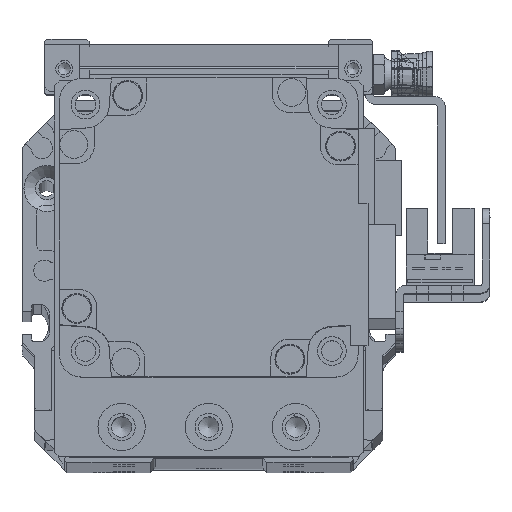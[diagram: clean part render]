
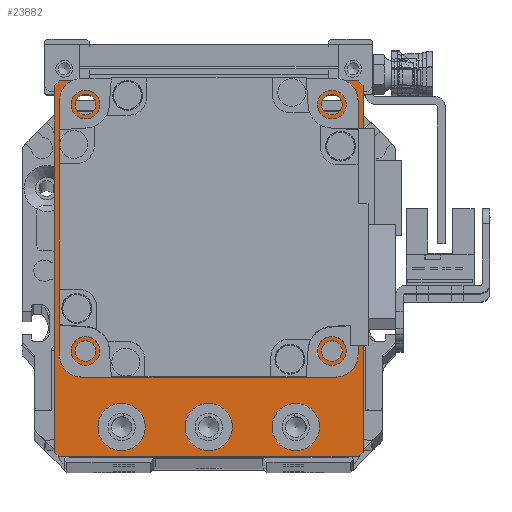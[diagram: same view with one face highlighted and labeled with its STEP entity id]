
A CAD part, top view. The second image highlights one B-rep face of the part: STEP entity #23882.
In plain terms, the highlighted planar face has unit normal (0, 0, 1).
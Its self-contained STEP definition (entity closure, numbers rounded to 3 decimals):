
#889=FACE_BOUND('',#4397,.T.);
#890=FACE_BOUND('',#4398,.T.);
#891=FACE_BOUND('',#4399,.T.);
#892=FACE_BOUND('',#4400,.T.);
#893=FACE_BOUND('',#4401,.T.);
#894=FACE_BOUND('',#4402,.T.);
#895=FACE_BOUND('',#4403,.T.);
#896=FACE_BOUND('',#4404,.T.);
#1452=PLANE('',#26712);
#2804=FACE_OUTER_BOUND('',#4396,.T.);
#4396=EDGE_LOOP('',(#21066,#21067,#21068,#21069,#21070,#21071,#21072,#21073));
#4397=EDGE_LOOP('',(#21074));
#4398=EDGE_LOOP('',(#21075));
#4399=EDGE_LOOP('',(#21076));
#4400=EDGE_LOOP('',(#21077));
#4401=EDGE_LOOP('',(#21078));
#4402=EDGE_LOOP('',(#21079));
#4403=EDGE_LOOP('',(#21080));
#4404=EDGE_LOOP('',(#21081));
#6354=LINE('',#41061,#8416);
#6356=LINE('',#41065,#8418);
#6359=LINE('',#41071,#8421);
#6360=LINE('',#41073,#8422);
#6361=LINE('',#41075,#8423);
#6362=LINE('',#41077,#8424);
#6363=LINE('',#41079,#8425);
#6364=LINE('',#41080,#8426);
#8416=VECTOR('',#32849,10.);
#8418=VECTOR('',#32853,10.);
#8421=VECTOR('',#32858,10.);
#8422=VECTOR('',#32859,10.);
#8423=VECTOR('',#32860,10.);
#8424=VECTOR('',#32861,10.);
#8425=VECTOR('',#32862,10.);
#8426=VECTOR('',#32863,10.);
#9769=CIRCLE('',#26713,25.);
#9770=CIRCLE('',#26714,2.067);
#9771=CIRCLE('',#26715,2.067);
#9772=CIRCLE('',#26716,2.067);
#9773=CIRCLE('',#26717,2.067);
#9774=CIRCLE('',#26718,4.75);
#9775=CIRCLE('',#26719,4.75);
#9776=CIRCLE('',#26720,4.75);
#11791=VERTEX_POINT('',#41058);
#11792=VERTEX_POINT('',#41060);
#11793=VERTEX_POINT('',#41064);
#11795=VERTEX_POINT('',#41070);
#11796=VERTEX_POINT('',#41072);
#11797=VERTEX_POINT('',#41074);
#11798=VERTEX_POINT('',#41076);
#11799=VERTEX_POINT('',#41078);
#11800=VERTEX_POINT('',#41081);
#11801=VERTEX_POINT('',#41083);
#11802=VERTEX_POINT('',#41085);
#11803=VERTEX_POINT('',#41087);
#11804=VERTEX_POINT('',#41089);
#11805=VERTEX_POINT('',#41091);
#11806=VERTEX_POINT('',#41093);
#11807=VERTEX_POINT('',#41095);
#14952=EDGE_CURVE('',#11792,#11791,#6354,.T.);
#14954=EDGE_CURVE('',#11792,#11793,#6356,.T.);
#14957=EDGE_CURVE('',#11795,#11791,#6359,.T.);
#14958=EDGE_CURVE('',#11795,#11796,#6360,.T.);
#14959=EDGE_CURVE('',#11797,#11796,#6361,.T.);
#14960=EDGE_CURVE('',#11797,#11798,#6362,.T.);
#14961=EDGE_CURVE('',#11799,#11798,#6363,.T.);
#14962=EDGE_CURVE('',#11799,#11793,#6364,.T.);
#14963=EDGE_CURVE('',#11800,#11800,#9769,.T.);
#14964=EDGE_CURVE('',#11801,#11801,#9770,.T.);
#14965=EDGE_CURVE('',#11802,#11802,#9771,.T.);
#14966=EDGE_CURVE('',#11803,#11803,#9772,.T.);
#14967=EDGE_CURVE('',#11804,#11804,#9773,.T.);
#14968=EDGE_CURVE('',#11805,#11805,#9774,.T.);
#14969=EDGE_CURVE('',#11806,#11806,#9775,.T.);
#14970=EDGE_CURVE('',#11807,#11807,#9776,.T.);
#21066=ORIENTED_EDGE('',*,*,#14954,.F.);
#21067=ORIENTED_EDGE('',*,*,#14952,.T.);
#21068=ORIENTED_EDGE('',*,*,#14957,.F.);
#21069=ORIENTED_EDGE('',*,*,#14958,.T.);
#21070=ORIENTED_EDGE('',*,*,#14959,.F.);
#21071=ORIENTED_EDGE('',*,*,#14960,.T.);
#21072=ORIENTED_EDGE('',*,*,#14961,.F.);
#21073=ORIENTED_EDGE('',*,*,#14962,.T.);
#21074=ORIENTED_EDGE('',*,*,#14963,.T.);
#21075=ORIENTED_EDGE('',*,*,#14964,.T.);
#21076=ORIENTED_EDGE('',*,*,#14965,.T.);
#21077=ORIENTED_EDGE('',*,*,#14966,.T.);
#21078=ORIENTED_EDGE('',*,*,#14967,.T.);
#21079=ORIENTED_EDGE('',*,*,#14968,.T.);
#21080=ORIENTED_EDGE('',*,*,#14969,.T.);
#21081=ORIENTED_EDGE('',*,*,#14970,.T.);
#23882=ADVANCED_FACE('',(#2804,#889,#890,#891,#892,#893,#894,#895,#896),
#1452,.T.);
#26712=AXIS2_PLACEMENT_3D('',#41069,#32856,#32857);
#26713=AXIS2_PLACEMENT_3D('',#41082,#32864,#32865);
#26714=AXIS2_PLACEMENT_3D('',#41084,#32866,#32867);
#26715=AXIS2_PLACEMENT_3D('',#41086,#32868,#32869);
#26716=AXIS2_PLACEMENT_3D('',#41088,#32870,#32871);
#26717=AXIS2_PLACEMENT_3D('',#41090,#32872,#32873);
#26718=AXIS2_PLACEMENT_3D('',#41092,#32874,#32875);
#26719=AXIS2_PLACEMENT_3D('',#41094,#32876,#32877);
#26720=AXIS2_PLACEMENT_3D('',#41096,#32878,#32879);
#32849=DIRECTION('',(1.,0.,0.));
#32853=DIRECTION('',(-0.707,0.707,0.));
#32856=DIRECTION('center_axis',(0.,0.,1.));
#32857=DIRECTION('ref_axis',(1.,0.,0.));
#32858=DIRECTION('',(-0.707,-0.707,0.));
#32859=DIRECTION('',(0.,1.,0.));
#32860=DIRECTION('',(0.707,-0.707,0.));
#32861=DIRECTION('',(-1.,0.,0.));
#32862=DIRECTION('',(0.707,0.707,0.));
#32863=DIRECTION('',(0.,-1.,0.));
#32864=DIRECTION('center_axis',(0.,0.,-1.));
#32865=DIRECTION('ref_axis',(1.,0.,0.));
#32866=DIRECTION('center_axis',(0.,0.,-1.));
#32867=DIRECTION('ref_axis',(1.,0.,0.));
#32868=DIRECTION('center_axis',(0.,0.,-1.));
#32869=DIRECTION('ref_axis',(1.,0.,0.));
#32870=DIRECTION('center_axis',(0.,0.,-1.));
#32871=DIRECTION('ref_axis',(1.,0.,0.));
#32872=DIRECTION('center_axis',(0.,0.,-1.));
#32873=DIRECTION('ref_axis',(1.,0.,0.));
#32874=DIRECTION('center_axis',(0.,0.,-1.));
#32875=DIRECTION('ref_axis',(1.,0.,0.));
#32876=DIRECTION('center_axis',(0.,0.,-1.));
#32877=DIRECTION('ref_axis',(1.,0.,0.));
#32878=DIRECTION('center_axis',(0.,0.,-1.));
#32879=DIRECTION('ref_axis',(1.,0.,0.));
#41058=CARTESIAN_POINT('',(30.,-37.75,59.));
#41060=CARTESIAN_POINT('',(-30.,-37.75,59.));
#41061=CARTESIAN_POINT('',(-31.,-37.75,59.));
#41064=CARTESIAN_POINT('',(-31.,-36.75,59.));
#41065=CARTESIAN_POINT('',(-32.188,-35.563,59.));
#41069=CARTESIAN_POINT('Origin',(0.,0.,
59.));
#41070=CARTESIAN_POINT('',(31.,-36.75,59.));
#41071=CARTESIAN_POINT('',(32.188,-35.563,59.));
#41072=CARTESIAN_POINT('',(31.,36.75,59.));
#41073=CARTESIAN_POINT('',(31.,-37.75,59.));
#41074=CARTESIAN_POINT('',(30.,37.75,59.));
#41075=CARTESIAN_POINT('',(32.188,35.563,59.));
#41076=CARTESIAN_POINT('',(-30.,37.75,59.));
#41077=CARTESIAN_POINT('',(31.,37.75,59.));
#41078=CARTESIAN_POINT('',(-31.,36.75,59.));
#41079=CARTESIAN_POINT('',(-32.188,35.563,59.));
#41080=CARTESIAN_POINT('',(-31.,37.75,59.));
#41081=CARTESIAN_POINT('',(-25.,8.25,59.));
#41082=CARTESIAN_POINT('Origin',(0.,8.25,59.));
#41083=CARTESIAN_POINT('',(22.682,-16.499,59.));
#41084=CARTESIAN_POINT('Origin',(24.749,-16.499,59.));
#41085=CARTESIAN_POINT('',(22.682,32.999,59.));
#41086=CARTESIAN_POINT('Origin',(24.749,32.999,59.));
#41087=CARTESIAN_POINT('',(-26.816,32.999,59.));
#41088=CARTESIAN_POINT('Origin',(-24.749,32.999,59.));
#41089=CARTESIAN_POINT('',(-26.816,-16.499,59.));
#41090=CARTESIAN_POINT('Origin',(-24.749,-16.499,59.));
#41091=CARTESIAN_POINT('',(12.75,-31.75,59.));
#41092=CARTESIAN_POINT('Origin',(17.5,-31.75,59.));
#41093=CARTESIAN_POINT('',(-4.75,-31.75,59.));
#41094=CARTESIAN_POINT('Origin',(0.,-31.75,59.));
#41095=CARTESIAN_POINT('',(-22.25,-31.75,59.));
#41096=CARTESIAN_POINT('Origin',(-17.5,-31.75,59.));
